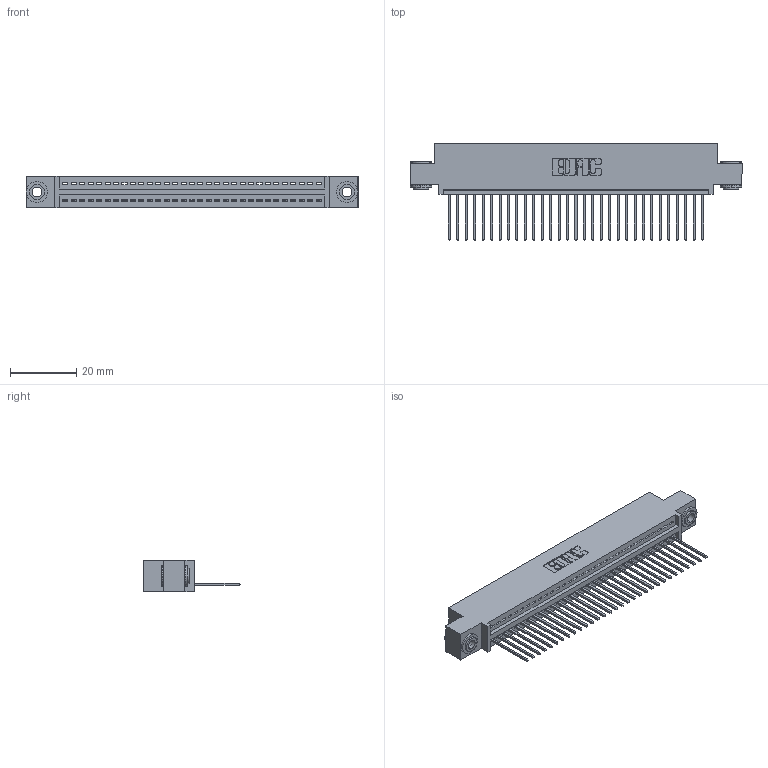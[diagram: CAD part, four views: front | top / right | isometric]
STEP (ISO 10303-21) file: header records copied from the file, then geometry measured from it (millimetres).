
FILE_DESCRIPTION (( 'STEP AP203' ), '1' );
FILE_NAME ('345-031-540-403.STEP', '2018-08-23T10:15:39', ( '' ), ( '' ), 'SwSTEP 2.0', 'SolidWorks 2016', '' );
FILE_SCHEMA (( 'CONFIG_CONTROL_DESIGN' ));
Length unit declared in the file: inch
Products named in the file (4): 345 Part_0.110 Offset - 0.156 Dia-TH; 345-292-001_345-293-140; 345-250-002_345-250-002-102; 345-031-540-403
Assembly tree (34 placements, depth 2):
  345-031-540-403
    345 Part_0.110 Offset - 0.156 Dia-TH
    345-292-001_345-293-140  x31
    345-250-002_345-250-002-102  x2
Bounding box: 99.95 x 29.13 x 9.4 mm (x, y, z)
Volume: 9391.2 mm3; surface area: 12928.9 mm2
Topology: 34 solids, 34 shells, 1966 faces, 5885 edges, 3878 vertices
Faces by surface type: plane 1334, cylinder 624, cone 8
Entity records: 25612 total; most frequent: CARTESIAN_POINT 4416, ORIENTED_EDGE 4374, DIRECTION 3903, EDGE_CURVE 2187, VECTOR 1907, LINE 1907, VERTEX_POINT 1454, AXIS2_PLACEMENT_3D 998
